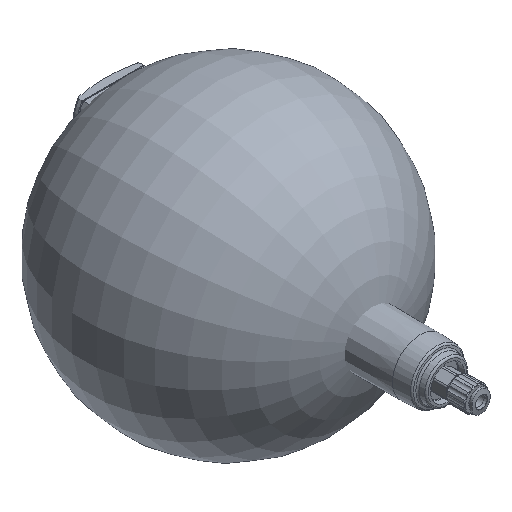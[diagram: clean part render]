
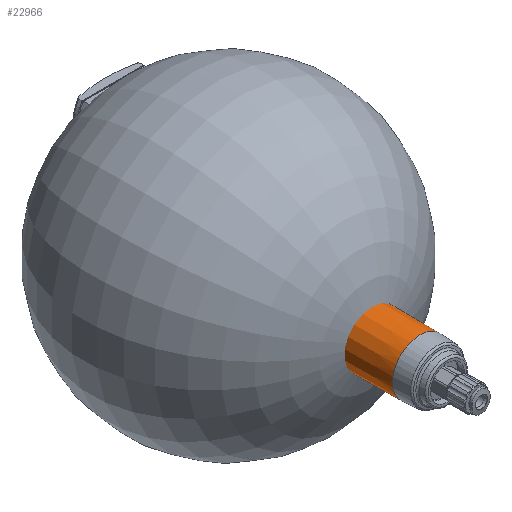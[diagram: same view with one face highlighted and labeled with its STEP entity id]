
A CAD part, isometric view. The second image highlights one B-rep face of the part: STEP entity #22966.
In plain terms, the highlighted conical face has half-angle 0.5 degrees and reference radius 15.575 mm.
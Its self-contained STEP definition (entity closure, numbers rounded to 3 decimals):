
#102=CONICAL_SURFACE('',#24491,15.575,0.009);
#7948=ORIENTED_EDGE('',*,*,#11052,.F.);
#7949=ORIENTED_EDGE('',*,*,#10388,.T.);
#10388=EDGE_CURVE('',#12515,#12515,#13518,.F.);
#11052=EDGE_CURVE('',#12905,#12905,#13780,.T.);
#12515=VERTEX_POINT('',#32817);
#12905=VERTEX_POINT('',#34292);
#13518=CIRCLE('',#23915,15.549);
#13780=CIRCLE('',#24492,14.983);
#14708=EDGE_LOOP('',(#7948));
#14709=EDGE_LOOP('',(#7949));
#15769=FACE_BOUND('',#14708,.T.);
#15770=FACE_BOUND('',#14709,.T.);
#22966=ADVANCED_FACE('',(#15769,#15770),#102,.T.);
#23915=AXIS2_PLACEMENT_3D('',#32816,#27204,#27205);
#24491=AXIS2_PLACEMENT_3D('',#34290,#28714,#28715);
#24492=AXIS2_PLACEMENT_3D('',#34291,#28716,#28717);
#27204=DIRECTION('',(0.,1.,0.));
#27205=DIRECTION('',(0.,0.,1.));
#28714=DIRECTION('',(0.,1.,0.));
#28715=DIRECTION('',(0.,0.,1.));
#28716=DIRECTION('',(0.,-1.,0.));
#28717=DIRECTION('',(0.,0.,-1.));
#32816=CARTESIAN_POINT('',(0.,-35.5,0.));
#32817=CARTESIAN_POINT('',(0.,-35.5,15.549));
#34290=CARTESIAN_POINT('',(0.,-32.53,0.));
#34291=CARTESIAN_POINT('',(0.,-100.43,0.));
#34292=CARTESIAN_POINT('',(0.,-100.43,-14.983));
